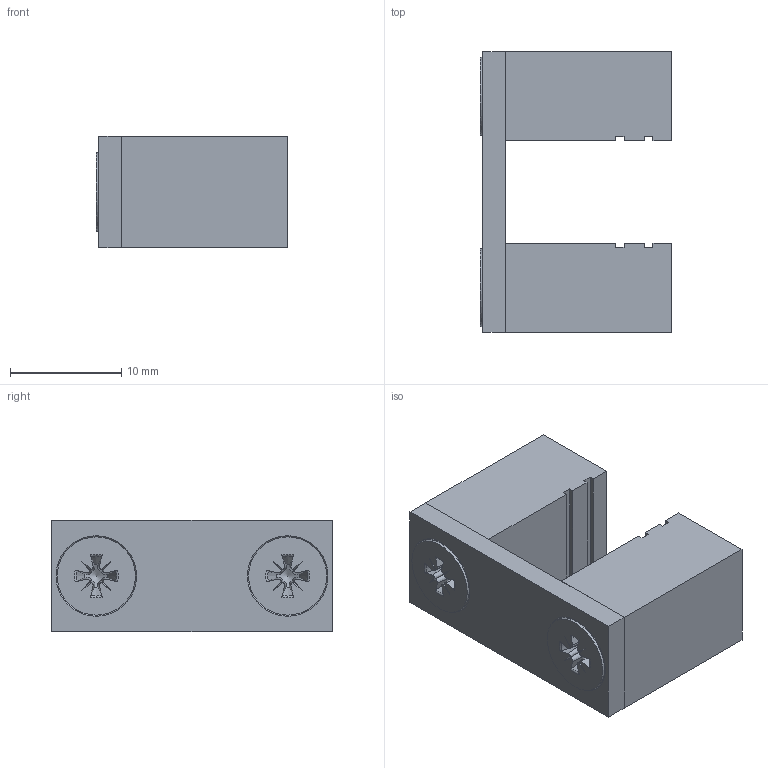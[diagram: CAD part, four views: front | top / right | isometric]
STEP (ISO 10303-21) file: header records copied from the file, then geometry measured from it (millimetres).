
FILE_DESCRIPTION(/* description */ (''),/* implementation_level */ '2;1');
FILE_NAME(/* name */ 'Solder_jig.stp',/* time_stamp */ '2020-01-24T11:49:09+01:00',/* author */ ('veldhuijzen'),/* organization */ (''),/* preprocessor_version */ 'ST-DEVELOPER v18',/* originating_system */ 'Autodesk Inventor 2020',/* authorisation */ '');
FILE_SCHEMA (('AUTOMOTIVE_DESIGN { 1 0 10303 214 3 1 1 }'));
Length unit declared in the file: millimetre
Products named in the file (4): Soldeermal; Soldeermal1; verbindingsstuk; BS 4183 - M4 x 8(3)
Assembly tree (5 placements, depth 2):
  Soldeermal
    Soldeermal1  x2
    verbindingsstuk
    BS 4183 - M4 x 8(3)  x2
Bounding box: 17.25 x 25.24 x 10 mm (x, y, z)
Volume: 2814.4 mm3; surface area: 2714.1 mm2
Topology: 5 solids, 5 shells, 122 faces, 332 edges, 220 vertices
Faces by surface type: plane 70, cone 36, cylinder 8, torus 8
Full cylindrical faces by diameter (mm): 3.141 x2, 3.242 x2, 4 x2, 7.04 x2
Entity records: 2361 total; most frequent: CARTESIAN_POINT 603, ORIENTED_EDGE 346, DIRECTION 335, EDGE_CURVE 173, AXIS2_PLACEMENT_3D 124, VERTEX_POINT 116, LINE 87, VECTOR 87
